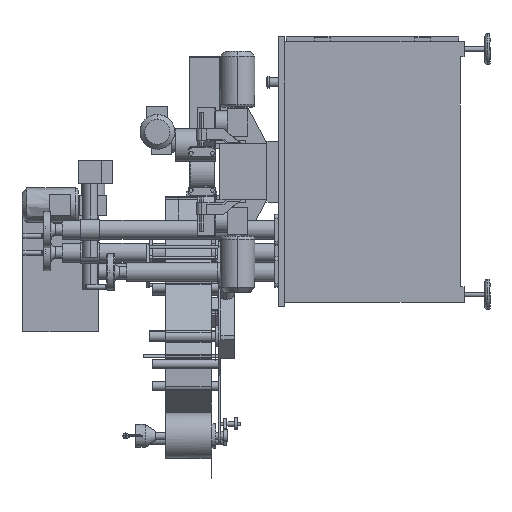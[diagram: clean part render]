
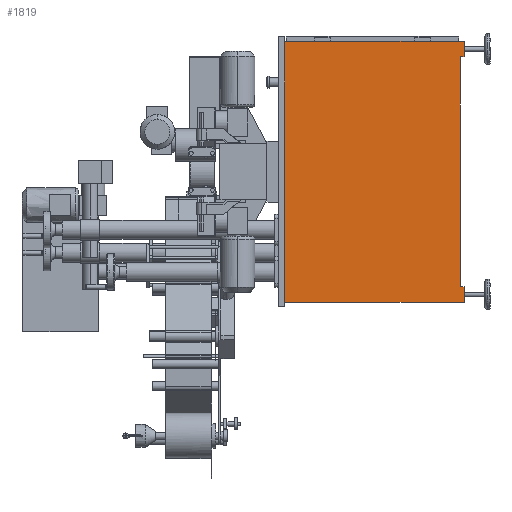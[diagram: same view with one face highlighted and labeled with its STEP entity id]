
A CAD part, left-side view. The second image highlights one B-rep face of the part: STEP entity #1819.
In plain terms, the highlighted free-form (B-spline) face has degree [1, 1] with [2, 2] control points.
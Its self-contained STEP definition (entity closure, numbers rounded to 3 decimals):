
#1024 = VERTEX_POINT('',#1025);
#1025 = CARTESIAN_POINT('',(-656.41,-685.978,
    448.488));
#1030 = EDGE_CURVE('',#1024,#1031,#1033,.T.);
#1031 = VERTEX_POINT('',#1032);
#1032 = CARTESIAN_POINT('',(-656.41,-685.978,
    -448.488));
#1033 = B_SPLINE_CURVE_WITH_KNOTS('',1,(#1034,#1035),.UNSPECIFIED.,.F.,
  .F.,(2,2),(50.8,809.2),.PIECEWISE_BEZIER_KNOTS.);
#1034 = CARTESIAN_POINT('',(-656.41,-685.978,
    448.488));
#1035 = CARTESIAN_POINT('',(-656.41,-685.978,
    -448.488));
#1170 = VERTEX_POINT('',#1171);
#1171 = CARTESIAN_POINT('',(-656.41,0.,508.57));
#1176 = EDGE_CURVE('',#1177,#1170,#1179,.T.);
#1177 = VERTEX_POINT('',#1178);
#1178 = CARTESIAN_POINT('',(-656.41,-700.999,
    508.57));
#1179 = B_SPLINE_CURVE_WITH_KNOTS('',1,(#1180,#1181),.UNSPECIFIED.,.F.,
  .F.,(2,2),(-12.7,580.),.PIECEWISE_BEZIER_KNOTS.);
#1180 = CARTESIAN_POINT('',(-656.41,-700.999,
    508.57));
#1181 = CARTESIAN_POINT('',(-656.41,0.,508.57));
#1339 = VERTEX_POINT('',#1340);
#1340 = CARTESIAN_POINT('',(-656.41,0.,-508.57));
#1345 = EDGE_CURVE('',#1170,#1339,#1346,.T.);
#1346 = B_SPLINE_CURVE_WITH_KNOTS('',1,(#1347,#1348),.UNSPECIFIED.,.F.,
  .F.,(2,2),(0.,860.),.PIECEWISE_BEZIER_KNOTS.);
#1347 = CARTESIAN_POINT('',(-656.41,0.,508.57));
#1348 = CARTESIAN_POINT('',(-656.41,0.,-508.57));
#1819 = ADVANCED_FACE('',(#1820),#1856,.F.);
#1820 = FACE_BOUND('',#1821,.T.);
#1821 = EDGE_LOOP('',(#1822,#1823,#1830,#1837,#1842,#1843,#1850,#1855));
#1822 = ORIENTED_EDGE('',*,*,#1345,.T.);
#1823 = ORIENTED_EDGE('',*,*,#1824,.F.);
#1824 = EDGE_CURVE('',#1825,#1339,#1827,.T.);
#1825 = VERTEX_POINT('',#1826);
#1826 = CARTESIAN_POINT('',(-656.41,-700.999,
    -508.57));
#1827 = B_SPLINE_CURVE_WITH_KNOTS('',1,(#1828,#1829),.UNSPECIFIED.,.F.,
  .F.,(2,2),(-12.7,580.),.PIECEWISE_BEZIER_KNOTS.);
#1828 = CARTESIAN_POINT('',(-656.41,-700.999,
    -508.57));
#1829 = CARTESIAN_POINT('',(-656.41,0.,-508.57));
#1830 = ORIENTED_EDGE('',*,*,#1831,.F.);
#1831 = EDGE_CURVE('',#1832,#1825,#1834,.T.);
#1832 = VERTEX_POINT('',#1833);
#1833 = CARTESIAN_POINT('',(-656.41,-700.999,
    -448.488));
#1834 = B_SPLINE_CURVE_WITH_KNOTS('',1,(#1835,#1836),.UNSPECIFIED.,.F.,
  .F.,(2,2),(-50.8,-0.),.PIECEWISE_BEZIER_KNOTS.);
#1835 = CARTESIAN_POINT('',(-656.41,-700.999,
    -448.488));
#1836 = CARTESIAN_POINT('',(-656.41,-700.999,
    -508.57));
#1837 = ORIENTED_EDGE('',*,*,#1838,.T.);
#1838 = EDGE_CURVE('',#1832,#1031,#1839,.T.);
#1839 = B_SPLINE_CURVE_WITH_KNOTS('',1,(#1840,#1841),.UNSPECIFIED.,.F.,
  .F.,(2,2),(0.,12.7),.PIECEWISE_BEZIER_KNOTS.);
#1840 = CARTESIAN_POINT('',(-656.41,-700.999,
    -448.488));
#1841 = CARTESIAN_POINT('',(-656.41,-685.978,
    -448.488));
#1842 = ORIENTED_EDGE('',*,*,#1030,.F.);
#1843 = ORIENTED_EDGE('',*,*,#1844,.F.);
#1844 = EDGE_CURVE('',#1845,#1024,#1847,.T.);
#1845 = VERTEX_POINT('',#1846);
#1846 = CARTESIAN_POINT('',(-656.41,-700.999,
    448.488));
#1847 = B_SPLINE_CURVE_WITH_KNOTS('',1,(#1848,#1849),.UNSPECIFIED.,.F.,
  .F.,(2,2),(0.,12.7),.PIECEWISE_BEZIER_KNOTS.);
#1848 = CARTESIAN_POINT('',(-656.41,-700.999,
    448.488));
#1849 = CARTESIAN_POINT('',(-656.41,-685.978,
    448.488));
#1850 = ORIENTED_EDGE('',*,*,#1851,.F.);
#1851 = EDGE_CURVE('',#1177,#1845,#1852,.T.);
#1852 = B_SPLINE_CURVE_WITH_KNOTS('',1,(#1853,#1854),.UNSPECIFIED.,.F.,
  .F.,(2,2),(0.,50.8),.PIECEWISE_BEZIER_KNOTS.);
#1853 = CARTESIAN_POINT('',(-656.41,-700.999,
    508.57));
#1854 = CARTESIAN_POINT('',(-656.41,-700.999,
    448.488));
#1855 = ORIENTED_EDGE('',*,*,#1176,.T.);
#1856 = B_SPLINE_SURFACE_WITH_KNOTS('',1,1,(
    (#1857,#1858)
    ,(#1859,#1860
    )),.UNSPECIFIED.,.F.,.F.,.F.,(2,2),(2,2),(0.,860.),(-12.7,580.),
  .PIECEWISE_BEZIER_KNOTS.);
#1857 = CARTESIAN_POINT('',(-656.41,-700.999,
    508.57));
#1858 = CARTESIAN_POINT('',(-656.41,0.,508.57));
#1859 = CARTESIAN_POINT('',(-656.41,-700.999,
    -508.57));
#1860 = CARTESIAN_POINT('',(-656.41,0.,-508.57));
